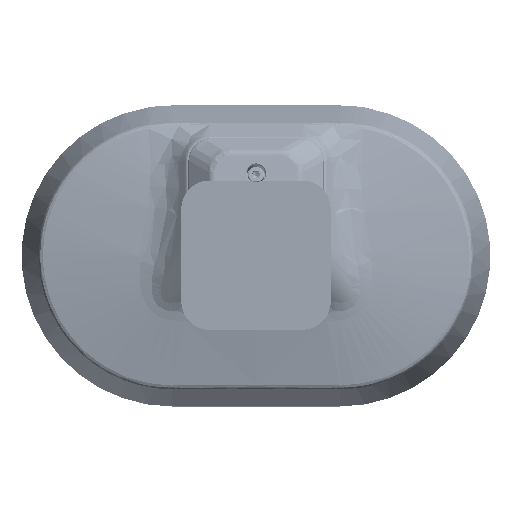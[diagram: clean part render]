
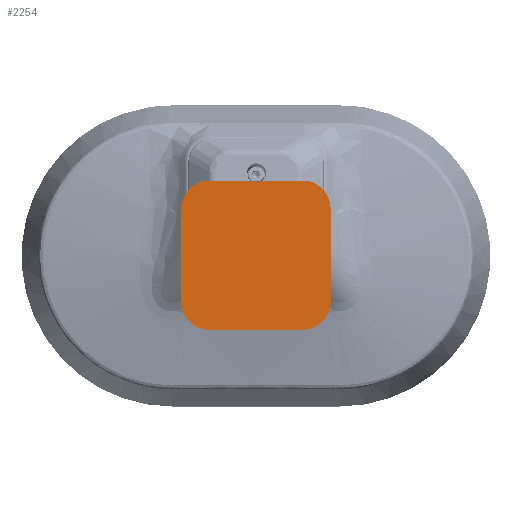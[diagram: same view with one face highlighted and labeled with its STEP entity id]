
A CAD part, top view. The second image highlights one B-rep face of the part: STEP entity #2254.
In plain terms, the highlighted face is planar.
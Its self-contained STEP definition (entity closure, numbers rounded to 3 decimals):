
#305=CARTESIAN_POINT('Vertex',(-1.605,-39.7,0.)) ;
#319=CARTESIAN_POINT('Vertex',(-1.905,-40.,0.)) ;
#323=CARTESIAN_POINT('Control Point',(-1.605,-39.7,0.)) ;
#324=CARTESIAN_POINT('Control Point',(-1.605,-39.817,0.)) ;
#325=CARTESIAN_POINT('Control Point',(-1.668,-39.937,0.)) ;
#326=CARTESIAN_POINT('Control Point',(-1.787,-40.,0.)) ;
#327=CARTESIAN_POINT('Control Point',(-1.905,-40.,0.)) ;
#346=CARTESIAN_POINT('Vertex',(-1.605,-38.967,0.)) ;
#362=CARTESIAN_POINT('Line Origine',(-1.605,-37.5,0.)) ;
#506=CARTESIAN_POINT('Line Origine',(0.,-40.,0.)) ;
#510=CARTESIAN_POINT('Vertex',(1.905,-40.,0.)) ;
#512=CARTESIAN_POINT('Vertex',(25.005,-40.,0.)) ;
#531=CARTESIAN_POINT('Vertex',(-25.005,-40.,0.)) ;
#534=CARTESIAN_POINT('Line Origine',(0.,-40.,0.)) ;
#639=CARTESIAN_POINT('Control Point',(40.,-25.005,0.)) ;
#640=CARTESIAN_POINT('Control Point',(40.,-29.716,0.)) ;
#641=CARTESIAN_POINT('Control Point',(38.157,-34.432,0.)) ;
#642=CARTESIAN_POINT('Control Point',(34.432,-38.157,0.)) ;
#643=CARTESIAN_POINT('Control Point',(29.716,-40.,0.)) ;
#644=CARTESIAN_POINT('Control Point',(25.005,-40.,0.)) ;
#645=CARTESIAN_POINT('Vertex',(40.,-25.005,0.)) ;
#710=CARTESIAN_POINT('Vertex',(-40.,-25.005,0.)) ;
#716=CARTESIAN_POINT('Control Point',(-25.005,-40.,0.)) ;
#717=CARTESIAN_POINT('Control Point',(-29.716,-40.,0.)) ;
#718=CARTESIAN_POINT('Control Point',(-34.432,-38.157,0.)) ;
#719=CARTESIAN_POINT('Control Point',(-38.157,-34.432,0.)) ;
#720=CARTESIAN_POINT('Control Point',(-40.,-29.716,0.)) ;
#721=CARTESIAN_POINT('Control Point',(-40.,-25.005,0.)) ;
#841=CARTESIAN_POINT('Vertex',(1.605,-39.7,0.)) ;
#845=CARTESIAN_POINT('Control Point',(1.605,-39.7,0.)) ;
#846=CARTESIAN_POINT('Control Point',(1.605,-39.817,0.)) ;
#847=CARTESIAN_POINT('Control Point',(1.668,-39.937,0.)) ;
#848=CARTESIAN_POINT('Control Point',(1.787,-40.,0.)) ;
#849=CARTESIAN_POINT('Control Point',(1.905,-40.,0.)) ;
#868=CARTESIAN_POINT('Vertex',(1.605,-38.967,0.)) ;
#873=CARTESIAN_POINT('Line Origine',(1.605,-37.5,0.)) ;
#909=CARTESIAN_POINT('Line Origine',(40.,0.,0.)) ;
#913=CARTESIAN_POINT('Vertex',(40.,25.005,0.)) ;
#933=CARTESIAN_POINT('Control Point',(25.005,40.,0.)) ;
#934=CARTESIAN_POINT('Control Point',(29.716,40.,0.)) ;
#935=CARTESIAN_POINT('Control Point',(34.432,38.157,0.)) ;
#936=CARTESIAN_POINT('Control Point',(38.157,34.432,0.)) ;
#937=CARTESIAN_POINT('Control Point',(40.,29.716,0.)) ;
#938=CARTESIAN_POINT('Control Point',(40.,25.005,0.)) ;
#939=CARTESIAN_POINT('Vertex',(25.005,40.,0.)) ;
#969=CARTESIAN_POINT('Line Origine',(0.,40.,0.)) ;
#973=CARTESIAN_POINT('Vertex',(-25.005,40.,0.)) ;
#1000=CARTESIAN_POINT('Control Point',(-40.,25.005,0.)) ;
#1001=CARTESIAN_POINT('Control Point',(-40.,29.716,0.)) ;
#1002=CARTESIAN_POINT('Control Point',(-38.157,34.432,0.)) ;
#1003=CARTESIAN_POINT('Control Point',(-34.432,38.157,0.)) ;
#1004=CARTESIAN_POINT('Control Point',(-29.716,40.,0.)) ;
#1005=CARTESIAN_POINT('Control Point',(-25.005,40.,0.)) ;
#1006=CARTESIAN_POINT('Vertex',(-40.,25.005,0.)) ;
#1041=CARTESIAN_POINT('Line Origine',(-40.,0.,0.)) ;
#2228=CARTESIAN_POINT('Axis2P3D Location',(0.,0.,0.)) ;
#2233=CARTESIAN_POINT('Axis2P3D Location',(0.,0.,0.)) ;
#364=VECTOR('Line Direction',#363,1.) ;
#508=VECTOR('Line Direction',#507,1.) ;
#536=VECTOR('Line Direction',#535,1.) ;
#875=VECTOR('Line Direction',#874,1.) ;
#911=VECTOR('Line Direction',#910,1.) ;
#971=VECTOR('Line Direction',#970,1.) ;
#1043=VECTOR('Line Direction',#1042,1.) ;
#363=DIRECTION('Vector Direction',(0.,1.,0.)) ;
#507=DIRECTION('Vector Direction',(-1.,0.,0.)) ;
#535=DIRECTION('Vector Direction',(-1.,0.,0.)) ;
#874=DIRECTION('Vector Direction',(0.,-1.,0.)) ;
#910=DIRECTION('Vector Direction',(0.,1.,0.)) ;
#970=DIRECTION('Vector Direction',(1.,0.,0.)) ;
#1042=DIRECTION('Vector Direction',(0.,-1.,0.)) ;
#2229=DIRECTION('Axis2P3D Direction',(0.,0.,1.)) ;
#2230=DIRECTION('Axis2P3D XDirection',(1.,0.,0.)) ;
#2234=DIRECTION('Axis2P3D Direction',(0.,0.,1.)) ;
#2231=AXIS2_PLACEMENT_3D('Plane Axis2P3D',#2228,#2229,#2230) ;
#2235=AXIS2_PLACEMENT_3D('Circle Axis2P3D',#2233,#2234,$) ;
#365=LINE('Line',#362,#364) ;
#509=LINE('Line',#506,#508) ;
#537=LINE('Line',#534,#536) ;
#876=LINE('Line',#873,#875) ;
#912=LINE('Line',#909,#911) ;
#972=LINE('Line',#969,#971) ;
#1044=LINE('Line',#1041,#1043) ;
#2236=CIRCLE('generated circle',#2235,39.) ;
#2232=PLANE('',#2231) ;
#328=EDGE_CURVE('',#320,#306,#322,.F.) ;
#366=EDGE_CURVE('',#347,#306,#365,.F.) ;
#514=EDGE_CURVE('',#511,#513,#509,.F.) ;
#538=EDGE_CURVE('',#532,#320,#537,.F.) ;
#647=EDGE_CURVE('',#513,#646,#638,.F.) ;
#722=EDGE_CURVE('',#711,#532,#715,.F.) ;
#850=EDGE_CURVE('',#842,#511,#844,.T.) ;
#877=EDGE_CURVE('',#842,#869,#876,.F.) ;
#915=EDGE_CURVE('',#646,#914,#912,.T.) ;
#941=EDGE_CURVE('',#914,#940,#932,.F.) ;
#975=EDGE_CURVE('',#940,#974,#972,.F.) ;
#1008=EDGE_CURVE('',#974,#1007,#999,.F.) ;
#1045=EDGE_CURVE('',#1007,#711,#1044,.T.) ;
#2237=EDGE_CURVE('',#347,#869,#2236,.T.) ;
#2239=ORIENTED_EDGE('',*,*,#366,.T.) ;
#2240=ORIENTED_EDGE('',*,*,#328,.F.) ;
#2241=ORIENTED_EDGE('',*,*,#538,.F.) ;
#2242=ORIENTED_EDGE('',*,*,#722,.F.) ;
#2243=ORIENTED_EDGE('',*,*,#1045,.F.) ;
#2244=ORIENTED_EDGE('',*,*,#1008,.F.) ;
#2245=ORIENTED_EDGE('',*,*,#975,.F.) ;
#2246=ORIENTED_EDGE('',*,*,#941,.F.) ;
#2247=ORIENTED_EDGE('',*,*,#915,.F.) ;
#2248=ORIENTED_EDGE('',*,*,#647,.F.) ;
#2249=ORIENTED_EDGE('',*,*,#514,.F.) ;
#2250=ORIENTED_EDGE('',*,*,#850,.F.) ;
#2251=ORIENTED_EDGE('',*,*,#877,.T.) ;
#2252=ORIENTED_EDGE('',*,*,#2237,.F.) ;
#2238=EDGE_LOOP('',(#2239,#2240,#2241,#2242,#2243,#2244,#2245,#2246,#2247,#2248,#2249,#2250,#2251,#2252)) ;
#306=VERTEX_POINT('',#305) ;
#320=VERTEX_POINT('',#319) ;
#347=VERTEX_POINT('',#346) ;
#511=VERTEX_POINT('',#510) ;
#513=VERTEX_POINT('',#512) ;
#532=VERTEX_POINT('',#531) ;
#646=VERTEX_POINT('',#645) ;
#711=VERTEX_POINT('',#710) ;
#842=VERTEX_POINT('',#841) ;
#869=VERTEX_POINT('',#868) ;
#914=VERTEX_POINT('',#913) ;
#940=VERTEX_POINT('',#939) ;
#974=VERTEX_POINT('',#973) ;
#1007=VERTEX_POINT('',#1006) ;
#2254=ADVANCED_FACE('Hauptk\X2\00F6\X0\rper',(#2253),#2232,.F.) ;
#322=B_SPLINE_CURVE_WITH_KNOTS('',4,(#323,#324,#325,#326,#327),.UNSPECIFIED.,.F.,.U.,(5,5),(0.,0.666),.UNSPECIFIED.) ;
#638=B_SPLINE_CURVE_WITH_KNOTS('',5,(#639,#640,#641,#642,#643,#644),.UNSPECIFIED.,.F.,.U.,(6,6),(0.,33.311),.UNSPECIFIED.) ;
#715=B_SPLINE_CURVE_WITH_KNOTS('',5,(#716,#717,#718,#719,#720,#721),.UNSPECIFIED.,.F.,.U.,(6,6),(0.,33.311),.UNSPECIFIED.) ;
#844=B_SPLINE_CURVE_WITH_KNOTS('',4,(#845,#846,#847,#848,#849),.UNSPECIFIED.,.F.,.U.,(5,5),(0.,0.666),.UNSPECIFIED.) ;
#932=B_SPLINE_CURVE_WITH_KNOTS('',5,(#933,#934,#935,#936,#937,#938),.UNSPECIFIED.,.F.,.U.,(6,6),(0.,33.311),.UNSPECIFIED.) ;
#999=B_SPLINE_CURVE_WITH_KNOTS('',5,(#1000,#1001,#1002,#1003,#1004,#1005),.UNSPECIFIED.,.F.,.U.,(6,6),(0.,33.311),.UNSPECIFIED.) ;
#2253=FACE_OUTER_BOUND('',#2238,.T.) ;
